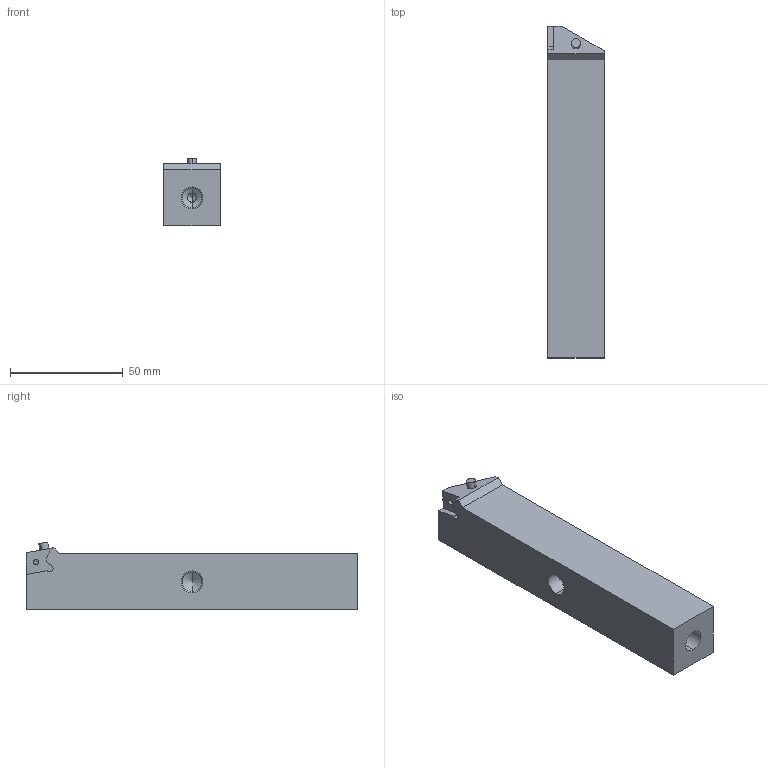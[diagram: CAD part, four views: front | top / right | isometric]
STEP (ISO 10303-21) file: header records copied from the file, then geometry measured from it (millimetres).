
FILE_DESCRIPTION((' '),'2;1');
FILE_NAME( 'Smicut_SER2525M12-J.stp', '2023-05-09T14:14:08', (' '), ('--- Datakit www.datakit.com---'), ' Datakit CrossCadWare V2023.1 Dec 17 2022', 'Mastercam 2023', ' ');
FILE_SCHEMA(('AUTOMOTIVE_DESIGN { 1 0 10303 214 1 1 1 1 }'));
Length unit declared in the file: millimetre
Products named in the file (1): Smicut_SER2525M12-J
Bounding box: 25 x 147.5 x 30.18 mm (x, y, z)
Volume: 85948.3 mm3; surface area: 18248.2 mm2
Topology: 1 solids, 1 shells, 54 faces, 144 edges, 90 vertices
Faces by surface type: cylinder 24, plane 18, cone 12
Entity records: 1932 total; most frequent: CARTESIAN_POINT 516, DIRECTION 277, ORIENTED_EDGE 276, EDGE_CURVE 138, AXIS2_PLACEMENT_3D 99, VERTEX_POINT 90, VECTOR 79, LINE 79
